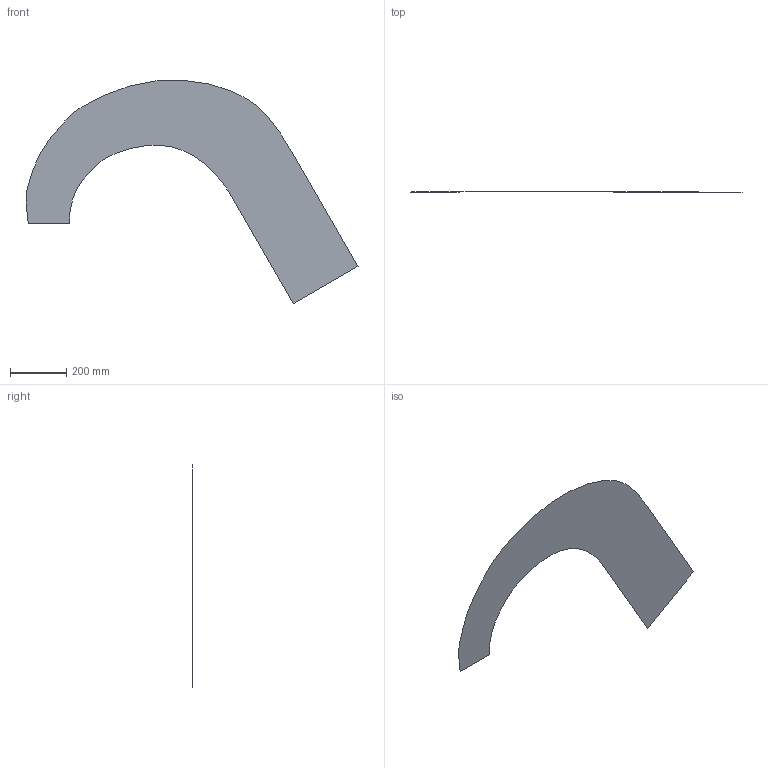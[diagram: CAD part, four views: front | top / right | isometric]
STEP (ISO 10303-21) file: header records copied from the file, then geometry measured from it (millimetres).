
FILE_DESCRIPTION(/* description */ ('STEP AP242','CAx-IF Rec.Pracs.---Representation and Presentation of Product Manufacturing Information (PMI)---4.0---2014-10-13','CAx-IF Rec.Pracs.---3D Tessellated Geometry---0.4---2014-09-14','2;1'),/* implementation_level */ '2;1');
FILE_NAME(/* name */ '66c50ff11674cf444f1c3f94',/* time_stamp */ '2024-08-20T21:51:45Z',/* author */ (''),/* organization */ (''),/* preprocessor_version */ 'ST-DEVELOPER v20',/* originating_system */ ' ',/* authorisation */ ' ');
FILE_SCHEMA (('AP242_MANAGED_MODEL_BASED_3D_ENGINEERING_MIM_LF { 1 0 10303 442 1 1 4 }'));
Length unit declared in the file: metre
Products named in the file (1): 2D Test Section Geometry
Bounding box: 1184.18 x 0 x 796.98 mm (x, y, z)
Surface area: 359369.6 mm2 (no closed solid volume)
Topology: 0 solids, 1 shells, 1 faces, 6 edges, 6 vertices
Faces by surface type: plane 1
Entity records: 104 total; most frequent: CARTESIAN_POINT 36, DIRECTION 8, ORIENTED_EDGE 6, EDGE_CURVE 6, VERTEX_POINT 6, LINE 4, VECTOR 4, B_SPLINE_CURVE_WITH_KNOTS 2
